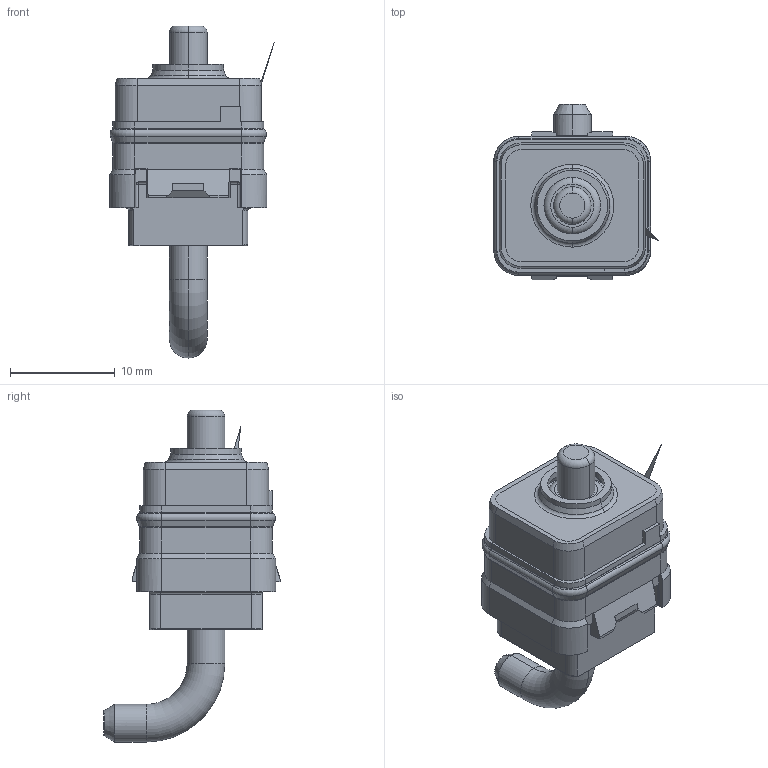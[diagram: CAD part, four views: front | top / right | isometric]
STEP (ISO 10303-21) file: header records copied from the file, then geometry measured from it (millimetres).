
FILE_DESCRIPTION((''),'2;1');
FILE_NAME('3351_7017_053_ASM','2021-09-13T',('valtier'),(''),'CREO PARAMETRIC BY PTC INC, 2018360','CREO PARAMETRIC BY PTC INC, 2018360','');
FILE_SCHEMA(('CONFIG_CONTROL_DESIGN'));
Length unit declared in the file: millimetre
Products named in the file (9): 3351_1760_301; 3351_0007_301; 3351_717X_526_SU; 3351_7170_526_ASM; 3020_2397_716; 3020_2397_053_TS; 3020_2397_053_ASM; 3019_0113_524; 3351_7017_053_ASM
Assembly tree (8 placements, depth 3):
  3351_7017_053_ASM
    3351_7170_526_ASM
      3351_1760_301
      3351_0007_301
      3351_717X_526_SU
    3020_2397_053_ASM
      3020_2397_716
      3020_2397_053_TS
    3019_0113_524
Bounding box: 15.71 x 16.83 x 31.74 mm (x, y, z)
Volume: 2490.5 mm3; surface area: 5481.4 mm2
Topology: 6 solids, 7 shells, 948 faces, 2461 edges, 1528 vertices
Faces by surface type: plane 479, cylinder 235, torus 110, cone 79, bspline 41, sphere 4
Entity records: 30648 total; most frequent: CARTESIAN_POINT 7240, ORIENTED_EDGE 4922, DIRECTION 4837, EDGE_CURVE 2461, AXIS2_PLACEMENT_3D 1657, VERTEX_POINT 1528, VECTOR 1523, LINE 1523
